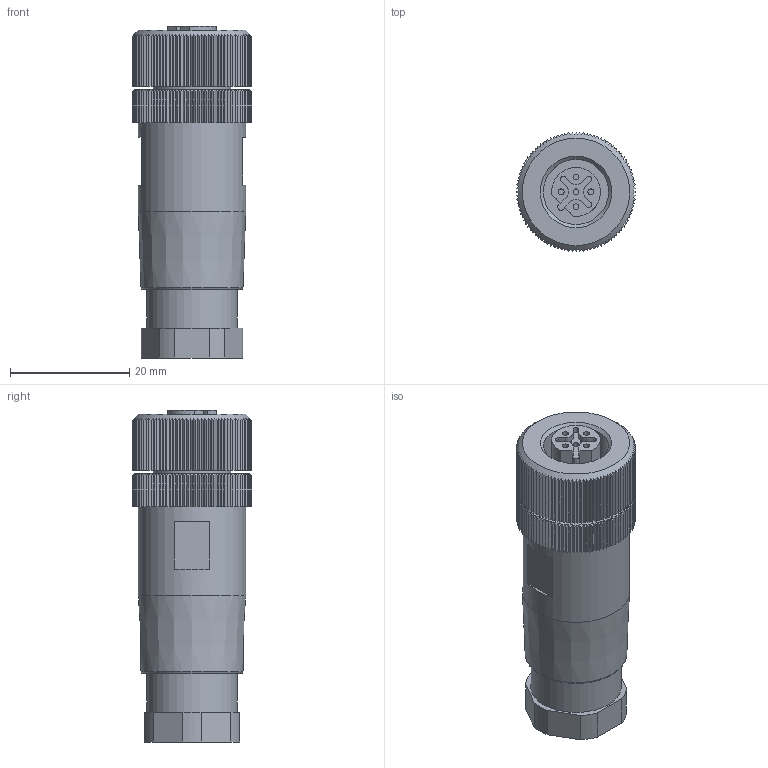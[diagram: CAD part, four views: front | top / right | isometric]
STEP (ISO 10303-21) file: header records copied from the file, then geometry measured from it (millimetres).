
FILE_DESCRIPTION(/* description */ ('STEP AP214'),/* implementation_level */ '2;1');
FILE_NAME(/* name */ '538999_NTSD-GD-9-M12-5POL-RK',/* time_stamp */ '2024-09-13T09:39:05+02:00',/* author */ ('License CC BY-ND 4.0'),/* organization */ ('CADENAS'),/* preprocessor_version */ 'ST-DEVELOPER v19.3',/* originating_system */ 'PARTsolutions',/* authorisation */ ' ');
FILE_SCHEMA (('AUTOMOTIVE_DESIGN {1 0 10303 214 3 1 1}'));
Length unit declared in the file: millimetre
Products named in the file (1): 538999 NTSD-GD-9-M12-5POL-RK
Bounding box: 20 x 20 x 55.7 mm (x, y, z)
Volume: 12543.8 mm3; surface area: 5546.1 mm2
Topology: 1 solids, 1 shells, 568 faces, 1456 edges, 904 vertices
Faces by surface type: plane 440, cone 102, cylinder 25, torus 1
Full cylindrical faces by diameter (mm): 1 x5, 8 x1, 10.917 x1, 13 x1, 15.2 x1, 18 x1
Entity records: 21031 total; most frequent: CARTESIAN_POINT 4107, ORIENTED_EDGE 2874, DIRECTION 2332, EDGE_CURVE 1437, VERTEX_POINT 901, LINE 880, VECTOR 880, AXIS2_PLACEMENT_3D 726
